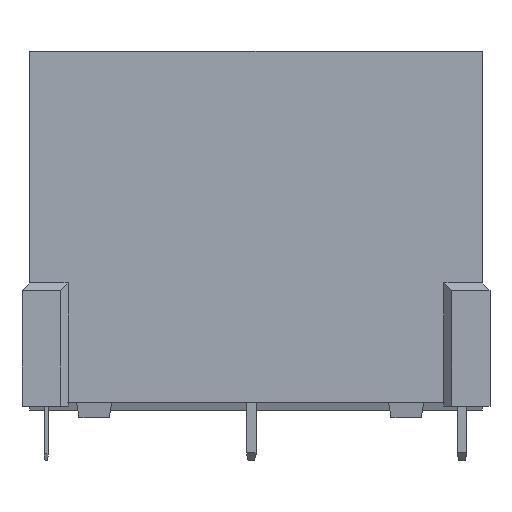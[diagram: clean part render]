
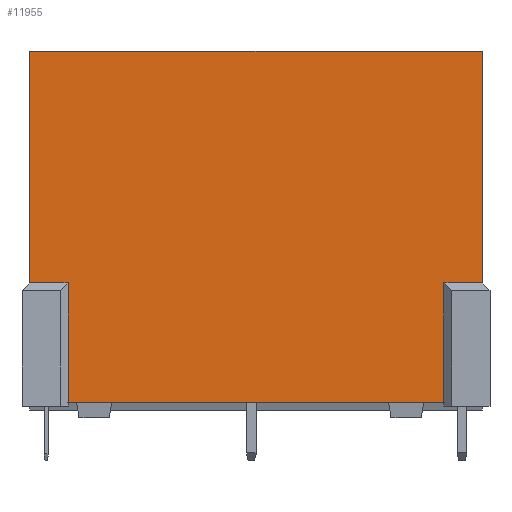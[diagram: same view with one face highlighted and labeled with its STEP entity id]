
A CAD part, front view. The second image highlights one B-rep face of the part: STEP entity #11955.
In plain terms, the highlighted planar face has unit normal (0, -1, 0).
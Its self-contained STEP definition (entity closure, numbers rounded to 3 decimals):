
#353 = LINE ( 'NONE', #4601, #9159 ) ;
#839 = VECTOR ( 'NONE', #10395, 1000. ) ;
#861 = VECTOR ( 'NONE', #12985, 1000. ) ;
#1120 = VERTEX_POINT ( 'NONE', #17169 ) ;
#1253 = LINE ( 'NONE', #11701, #839 ) ;
#1260 = CARTESIAN_POINT ( 'NONE',  ( 29., -17.5, 2. ) ) ;
#1622 = CARTESIAN_POINT ( 'NONE',  ( -24.1, -17.5, 2. ) ) ;
#1626 = ORIENTED_EDGE ( 'NONE', *, *, #11904, .T. ) ;
#1736 = LINE ( 'NONE', #16213, #13005 ) ;
#1756 = CARTESIAN_POINT ( 'NONE',  ( -18.5, -17.5, 2. ) ) ;
#1903 = DIRECTION ( 'NONE',  ( 0., 0., 1. ) ) ;
#1998 = VECTOR ( 'NONE', #6812, 1000. ) ;
#2083 = CARTESIAN_POINT ( 'NONE',  ( -29., -17.5, 17.3 ) ) ;
#2174 = VECTOR ( 'NONE', #7714, 1000. ) ;
#2266 = EDGE_CURVE ( 'NONE', #11099, #9223, #1736, .T. ) ;
#2524 = VERTEX_POINT ( 'NONE', #5290 ) ;
#2556 = DIRECTION ( 'NONE',  ( 0., -1., 0. ) ) ;
#3234 = CARTESIAN_POINT ( 'NONE',  ( -29., -17.5, 47. ) ) ;
#3245 = VERTEX_POINT ( 'NONE', #8487 ) ;
#3504 = CARTESIAN_POINT ( 'NONE',  ( -24.1, -17.5, 1.5 ) ) ;
#3640 = VECTOR ( 'NONE', #16664, 1000. ) ;
#3727 = LINE ( 'NONE', #8859, #11950 ) ;
#3874 = CARTESIAN_POINT ( 'NONE',  ( -23., -17.5, 2. ) ) ;
#4286 = EDGE_CURVE ( 'NONE', #12472, #8570, #5025, .T. ) ;
#4426 = CARTESIAN_POINT ( 'NONE',  ( -29., -17.5, 2. ) ) ;
#4533 = ORIENTED_EDGE ( 'NONE', *, *, #4286, .T. ) ;
#4601 = CARTESIAN_POINT ( 'NONE',  ( -30., -17.5, 17.3 ) ) ;
#4686 = CARTESIAN_POINT ( 'NONE',  ( -24.1, -17.5, 17.3 ) ) ;
#4741 = EDGE_CURVE ( 'NONE', #12472, #3245, #11048, .T. ) ;
#4767 = EDGE_LOOP ( 'NONE', ( #15635, #13193, #1626, #14413, #6560, #11176, #4533, #10847, #12475, #8650, #8272, #7494 ) ) ;
#5013 = DIRECTION ( 'NONE',  ( 1., 0., 0. ) ) ;
#5025 = LINE ( 'NONE', #5191, #2174 ) ;
#5033 = DIRECTION ( 'NONE',  ( 0., 0., 1. ) ) ;
#5191 = CARTESIAN_POINT ( 'NONE',  ( -29., -17.5, 2. ) ) ;
#5290 = CARTESIAN_POINT ( 'NONE',  ( 29., -17.5, 17.3 ) ) ;
#5438 = VERTEX_POINT ( 'NONE', #1622 ) ;
#5706 = VERTEX_POINT ( 'NONE', #4686 ) ;
#5727 = DIRECTION ( 'NONE',  ( 1., 0., 0. ) ) ;
#5881 = CARTESIAN_POINT ( 'NONE',  ( 24.1, -17.5, 2. ) ) ;
#5983 = LINE ( 'NONE', #9994, #13941 ) ;
#6080 = CARTESIAN_POINT ( 'NONE',  ( 21.5, -17.5, 2. ) ) ;
#6446 = LINE ( 'NONE', #16920, #861 ) ;
#6554 = CARTESIAN_POINT ( 'NONE',  ( -29., -17.5, 2. ) ) ;
#6560 = ORIENTED_EDGE ( 'NONE', *, *, #8921, .T. ) ;
#6812 = DIRECTION ( 'NONE',  ( 0., 0., 1. ) ) ;
#6967 = CARTESIAN_POINT ( 'NONE',  ( 21.5, -17.5, 2. ) ) ;
#7494 = ORIENTED_EDGE ( 'NONE', *, *, #14950, .F. ) ;
#7714 = DIRECTION ( 'NONE',  ( 1., 0., 0. ) ) ;
#7768 = AXIS2_PLACEMENT_3D ( 'NONE', #6554, #2556, #7861 ) ;
#7861 = DIRECTION ( 'NONE',  ( 1., 0., 0. ) ) ;
#8272 = ORIENTED_EDGE ( 'NONE', *, *, #2266, .F. ) ;
#8487 = CARTESIAN_POINT ( 'NONE',  ( 17., -17.5, 2. ) ) ;
#8570 = VERTEX_POINT ( 'NONE', #5881 ) ;
#8650 = ORIENTED_EDGE ( 'NONE', *, *, #16658, .T. ) ;
#8859 = CARTESIAN_POINT ( 'NONE',  ( 24.1, -17.5, 1.5 ) ) ;
#8921 = EDGE_CURVE ( 'NONE', #10049, #3245, #6446, .T. ) ;
#9122 = EDGE_CURVE ( 'NONE', #8570, #9571, #3727, .T. ) ;
#9159 = VECTOR ( 'NONE', #11303, 1000. ) ;
#9223 = VERTEX_POINT ( 'NONE', #16730 ) ;
#9544 = EDGE_CURVE ( 'NONE', #1120, #10049, #15827, .T. ) ;
#9571 = VERTEX_POINT ( 'NONE', #11075 ) ;
#9994 = CARTESIAN_POINT ( 'NONE',  ( 30., -17.5, 17.3 ) ) ;
#10049 = VERTEX_POINT ( 'NONE', #1756 ) ;
#10395 = DIRECTION ( 'NONE',  ( 1., 0., 0. ) ) ;
#10597 = VECTOR ( 'NONE', #1903, 1000. ) ;
#10737 = LINE ( 'NONE', #1260, #1998 ) ;
#10847 = ORIENTED_EDGE ( 'NONE', *, *, #9122, .T. ) ;
#11048 = LINE ( 'NONE', #6967, #14980 ) ;
#11075 = CARTESIAN_POINT ( 'NONE',  ( 24.1, -17.5, 17.3 ) ) ;
#11099 = VERTEX_POINT ( 'NONE', #3234 ) ;
#11117 = EDGE_CURVE ( 'NONE', #5438, #5706, #15447, .T. ) ;
#11176 = ORIENTED_EDGE ( 'NONE', *, *, #4741, .F. ) ;
#11303 = DIRECTION ( 'NONE',  ( -1., 0., 0. ) ) ;
#11701 = CARTESIAN_POINT ( 'NONE',  ( -29., -17.5, 2. ) ) ;
#11904 = EDGE_CURVE ( 'NONE', #5438, #1120, #1253, .T. ) ;
#11950 = VECTOR ( 'NONE', #5033, 1000. ) ;
#11955 = ADVANCED_FACE ( 'NONE', ( #15806 ), #14495, .T. ) ;
#12292 = DIRECTION ( 'NONE',  ( -1., 0., 0. ) ) ;
#12410 = EDGE_CURVE ( 'NONE', #5706, #12548, #353, .T. ) ;
#12472 = VERTEX_POINT ( 'NONE', #6080 ) ;
#12475 = ORIENTED_EDGE ( 'NONE', *, *, #13769, .T. ) ;
#12548 = VERTEX_POINT ( 'NONE', #2083 ) ;
#12985 = DIRECTION ( 'NONE',  ( 1., 0., 0. ) ) ;
#13005 = VECTOR ( 'NONE', #5727, 1000. ) ;
#13193 = ORIENTED_EDGE ( 'NONE', *, *, #11117, .F. ) ;
#13769 = EDGE_CURVE ( 'NONE', #9571, #2524, #5983, .T. ) ;
#13941 = VECTOR ( 'NONE', #15324, 1000. ) ;
#14413 = ORIENTED_EDGE ( 'NONE', *, *, #9544, .T. ) ;
#14495 = PLANE ( 'NONE',  #7768 ) ;
#14950 = EDGE_CURVE ( 'NONE', #12548, #11099, #16467, .T. ) ;
#14980 = VECTOR ( 'NONE', #12292, 1000. ) ;
#15034 = VECTOR ( 'NONE', #5013, 1000. ) ;
#15324 = DIRECTION ( 'NONE',  ( 1., 0., 0. ) ) ;
#15447 = LINE ( 'NONE', #3504, #3640 ) ;
#15635 = ORIENTED_EDGE ( 'NONE', *, *, #12410, .F. ) ;
#15806 = FACE_OUTER_BOUND ( 'NONE', #4767, .T. ) ;
#15827 = LINE ( 'NONE', #3874, #15034 ) ;
#16213 = CARTESIAN_POINT ( 'NONE',  ( -29., -17.5, 47. ) ) ;
#16467 = LINE ( 'NONE', #4426, #10597 ) ;
#16658 = EDGE_CURVE ( 'NONE', #2524, #9223, #10737, .T. ) ;
#16664 = DIRECTION ( 'NONE',  ( 0., 0., 1. ) ) ;
#16730 = CARTESIAN_POINT ( 'NONE',  ( 29., -17.5, 47. ) ) ;
#16920 = CARTESIAN_POINT ( 'NONE',  ( -29., -17.5, 2. ) ) ;
#17169 = CARTESIAN_POINT ( 'NONE',  ( -23., -17.5, 2. ) ) ;
